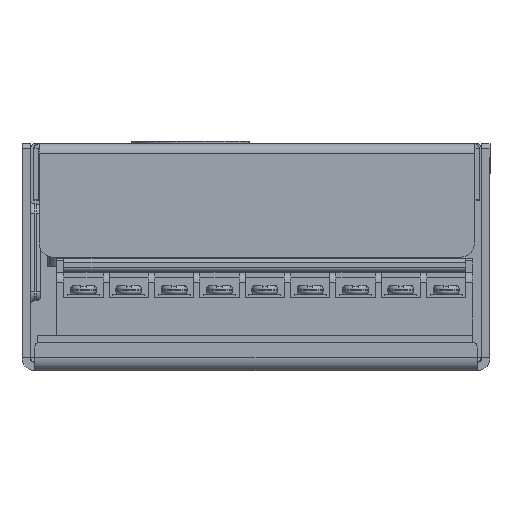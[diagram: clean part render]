
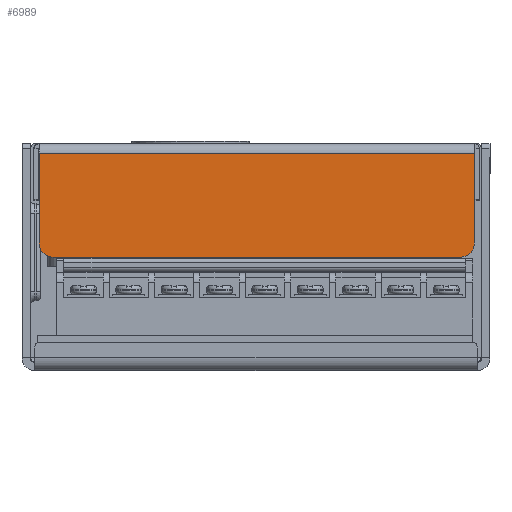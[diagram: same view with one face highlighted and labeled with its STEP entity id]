
A CAD part, front view. The second image highlights one B-rep face of the part: STEP entity #6989.
In plain terms, the highlighted planar face has unit normal (0, -1, 0).
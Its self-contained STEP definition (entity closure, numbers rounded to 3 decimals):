
#275 = VECTOR ( 'NONE', #15958, 1000. ) ;
#376 = EDGE_LOOP ( 'NONE', ( #83815, #55350, #11724, #80860, #76016, #6952 ) ) ;
#382 = DIRECTION ( 'NONE',  ( 0., -1., 0. ) ) ;
#2127 = DIRECTION ( 'NONE',  ( 1., 0., 0. ) ) ;
#3933 = VECTOR ( 'NONE', #45311, 1000. ) ;
#6952 = ORIENTED_EDGE ( 'NONE', *, *, #45598, .T. ) ;
#6989 = ADVANCED_FACE ( 'NONE', ( #37064 ), #9129, .T. ) ;
#9129 = PLANE ( 'NONE',  #53887 ) ;
#11724 = ORIENTED_EDGE ( 'NONE', *, *, #16309, .F. ) ;
#15958 = DIRECTION ( 'NONE',  ( 1., 0., 0. ) ) ;
#16309 = EDGE_CURVE ( 'NONE', #39466, #24333, #85815, .T. ) ;
#17182 = DIRECTION ( 'NONE',  ( 1., 0., 0. ) ) ;
#17635 = VERTEX_POINT ( 'NONE', #69177 ) ;
#18129 = LINE ( 'NONE', #67628, #275 ) ;
#22083 = EDGE_CURVE ( 'NONE', #17635, #56651, #28055, .T. ) ;
#23625 = DIRECTION ( 'NONE',  ( 0., -1., 0. ) ) ;
#24333 = VERTEX_POINT ( 'NONE', #31045 ) ;
#28055 = LINE ( 'NONE', #35486, #57380 ) ;
#28845 = DIRECTION ( 'NONE',  ( 1., 0., 0. ) ) ;
#28885 = CARTESIAN_POINT ( 'NONE',  ( 46.05, -90.65, 1. ) ) ;
#30874 = EDGE_CURVE ( 'NONE', #63622, #68118, #45779, .T. ) ;
#31045 = CARTESIAN_POINT ( 'NONE',  ( 43.05, -90.65, 23. ) ) ;
#32218 = CARTESIAN_POINT ( 'NONE',  ( -46.05, -90.65, 23. ) ) ;
#35486 = CARTESIAN_POINT ( 'NONE',  ( 46.05, -90.65, 0. ) ) ;
#36366 = CARTESIAN_POINT ( 'NONE',  ( -46.05, -90.65, 1. ) ) ;
#36543 = CARTESIAN_POINT ( 'NONE',  ( -46.05, -90.65, 20. ) ) ;
#36760 = CARTESIAN_POINT ( 'NONE',  ( 46.05, -90.65, 23. ) ) ;
#37064 = FACE_OUTER_BOUND ( 'NONE', #376, .T. ) ;
#39466 = VERTEX_POINT ( 'NONE', #82632 ) ;
#39692 = VECTOR ( 'NONE', #64804, 1000. ) ;
#45311 = DIRECTION ( 'NONE',  ( 0., 0., 1. ) ) ;
#45598 = EDGE_CURVE ( 'NONE', #63622, #56651, #18129, .T. ) ;
#45779 = LINE ( 'NONE', #32218, #3933 ) ;
#48136 = DIRECTION ( 'NONE',  ( 0., 0., -1. ) ) ;
#52623 = CARTESIAN_POINT ( 'NONE',  ( 43.05, -90.65, 20. ) ) ;
#53072 = EDGE_CURVE ( 'NONE', #39466, #68118, #56638, .T. ) ;
#53887 = AXIS2_PLACEMENT_3D ( 'NONE', #66049, #23625, #2127 ) ;
#55350 = ORIENTED_EDGE ( 'NONE', *, *, #71586, .T. ) ;
#56638 = CIRCLE ( 'NONE', #71514, 3. ) ;
#56651 = VERTEX_POINT ( 'NONE', #28885 ) ;
#57380 = VECTOR ( 'NONE', #48136, 1000. ) ;
#63622 = VERTEX_POINT ( 'NONE', #36366 ) ;
#64326 = CARTESIAN_POINT ( 'NONE',  ( -43.05, -90.65, 20. ) ) ;
#64804 = DIRECTION ( 'NONE',  ( 1., 0., 0. ) ) ;
#66049 = CARTESIAN_POINT ( 'NONE',  ( 0., -90.65, 0. ) ) ;
#67628 = CARTESIAN_POINT ( 'NONE',  ( 0., -90.65, 1. ) ) ;
#68118 = VERTEX_POINT ( 'NONE', #36543 ) ;
#69177 = CARTESIAN_POINT ( 'NONE',  ( 46.05, -90.65, 20. ) ) ;
#70924 = CIRCLE ( 'NONE', #79926, 3. ) ;
#71514 = AXIS2_PLACEMENT_3D ( 'NONE', #64326, #382, #28845 ) ;
#71586 = EDGE_CURVE ( 'NONE', #17635, #24333, #70924, .T. ) ;
#76016 = ORIENTED_EDGE ( 'NONE', *, *, #30874, .F. ) ;
#79926 = AXIS2_PLACEMENT_3D ( 'NONE', #52623, #81129, #17182 ) ;
#80860 = ORIENTED_EDGE ( 'NONE', *, *, #53072, .T. ) ;
#81129 = DIRECTION ( 'NONE',  ( 0., -1., 0. ) ) ;
#82632 = CARTESIAN_POINT ( 'NONE',  ( -43.05, -90.65, 23. ) ) ;
#83815 = ORIENTED_EDGE ( 'NONE', *, *, #22083, .F. ) ;
#85815 = LINE ( 'NONE', #36760, #39692 ) ;
